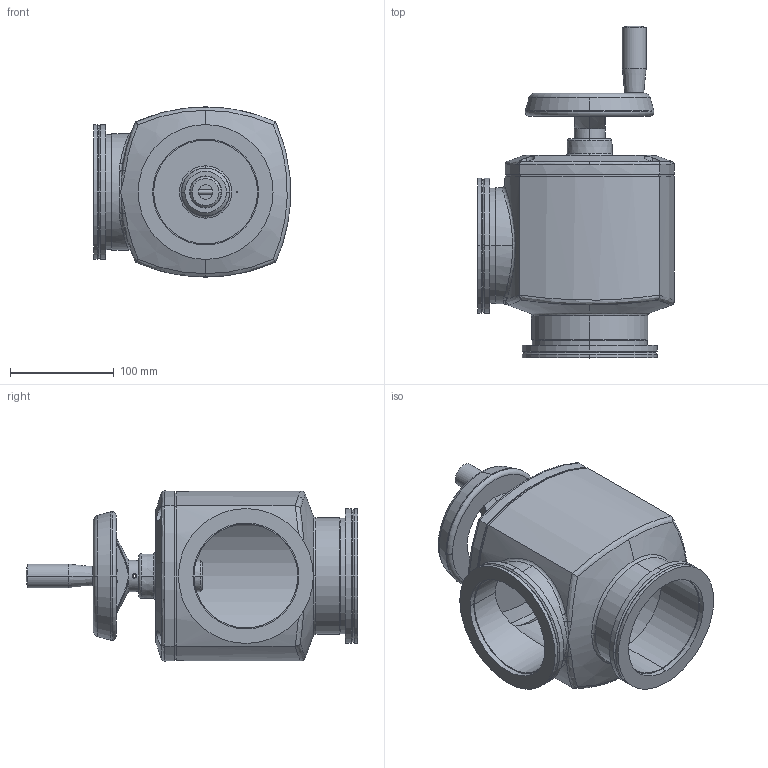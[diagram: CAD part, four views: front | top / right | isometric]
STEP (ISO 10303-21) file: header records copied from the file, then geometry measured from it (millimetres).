
FILE_DESCRIPTION((''),'2;1');
FILE_NAME('PFB22031.stp','2004-06-24T10:54:06',('KAA'),(''),'Autodesk Inventor (R) 6.0','Autodesk Inventor (R) 6.0','');
FILE_SCHEMA(('AUTOMOTIVE_DESIGN { 1 0 10303 214 1 1 1 1 }'));
Length unit declared in the file: millimetre
Products named in the file (1): PFB22031
Bounding box: 189.78 x 319.84 x 164 mm (x, y, z)
Volume: 1389006.6 mm3; surface area: 326450 mm2
Topology: 10 solids, 10 shells, 389 faces, 981 edges, 616 vertices
Faces by surface type: bspline 100, cylinder 98, plane 93, cone 68, torus 28, sphere 2
Entity records: 29590 total; most frequent: CARTESIAN_POINT 20622, ORIENTED_EDGE 1926, DIRECTION 1839, EDGE_CURVE 963, AXIS2_PLACEMENT_3D 788, VERTEX_POINT 616, CIRCLE 494, EDGE_LOOP 435
